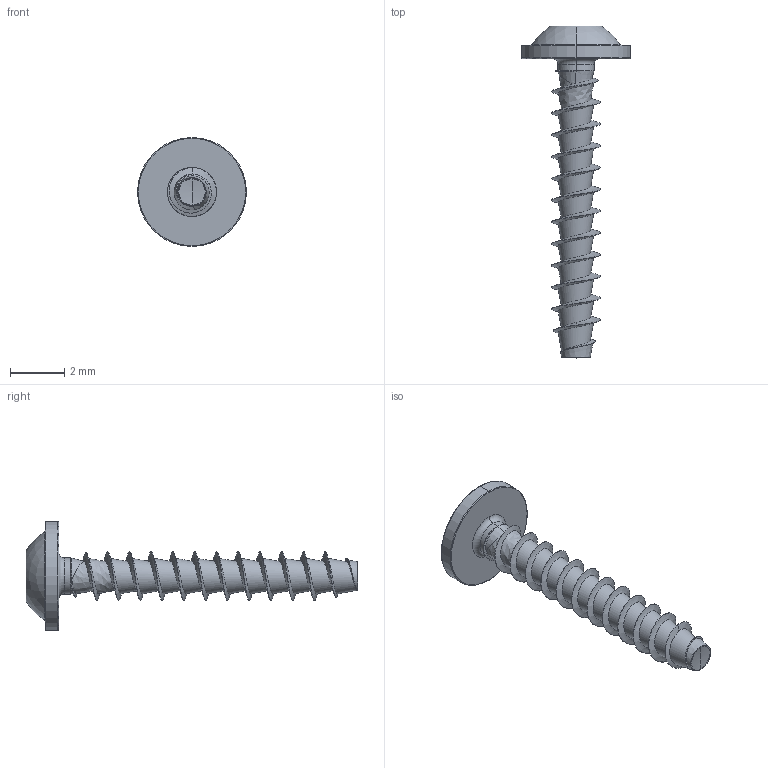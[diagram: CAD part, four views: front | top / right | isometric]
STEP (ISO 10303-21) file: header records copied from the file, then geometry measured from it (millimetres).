
FILE_DESCRIPTION (( 'STEP AP203' ), '1' );
FILE_NAME ('STP38A0180110.STEP', '2025-03-03T16:58:38', ( '' ), ( '' ), 'SwSTEP 2.0', 'SolidWorks 2015', '' );
FILE_SCHEMA (( 'CONFIG_CONTROL_DESIGN' ));
Length unit declared in the file: millimetre
Products named in the file (1): STP38A0180110
Bounding box: 4 x 12.2 x 4 mm (x, y, z)
Volume: 22.7 mm3; surface area: 107.1 mm2
Topology: 1 solids, 1 shells, 83 faces, 196 edges, 116 vertices
Faces by surface type: bspline 32, cylinder 24, cone 12, torus 8, sphere 4, plane 3
Entity records: 14816 total; most frequent: CARTESIAN_POINT 13096, ORIENTED_EDGE 388, DIRECTION 276, EDGE_CURVE 194, AXIS2_PLACEMENT_3D 118, VERTEX_POINT 116, B_SPLINE_CURVE_WITH_KNOTS 88, EDGE_LOOP 86
